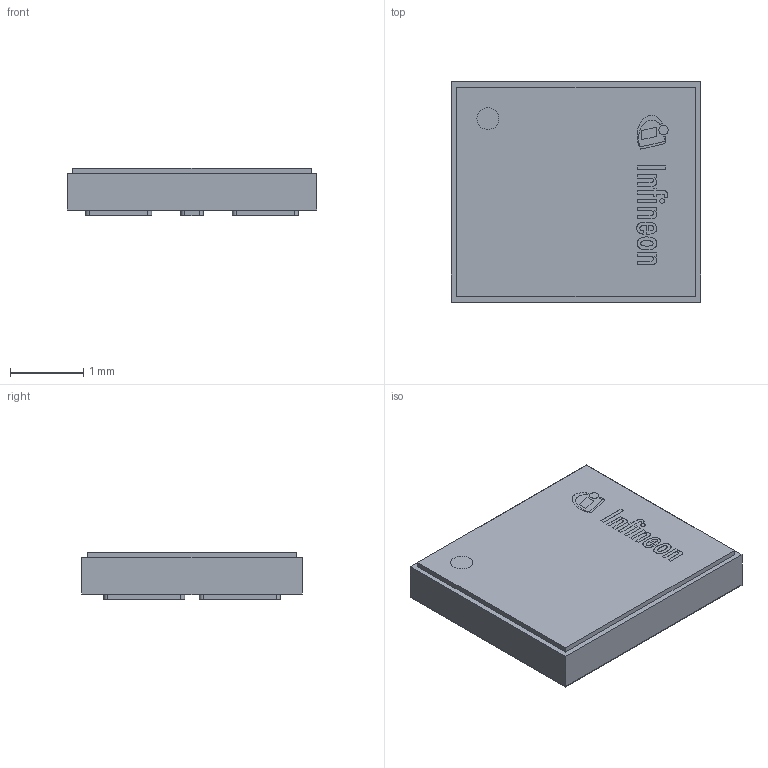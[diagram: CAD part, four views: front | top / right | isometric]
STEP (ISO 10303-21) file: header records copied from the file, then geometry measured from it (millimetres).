
FILE_DESCRIPTION(/* description */ (''),/* implementation_level */ '2;1');
FILE_NAME(/* name */ 'PG-ULGA-6-1_Z8B00183475_V05_3D.stp',/* time_stamp */ '2021-05-31T16:29:41+06:00',/* author */ ('janartha'),/* organization */ (''),/* preprocessor_version */ 'ST-DEVELOPER v16.13',/* originating_system */ 'AutoCAD Mechanical',/* authorisation */ '');
FILE_SCHEMA (('AUTOMOTIVE_DESIGN { 1 0 10303 214 3 1 1 }'));
Length unit declared in the file: millimetre
Products named in the file (1): Product
Bounding box: 3.4 x 3 x 0.65 mm (x, y, z)
Volume: 6.1 mm3; surface area: 77.2 mm2
Topology: 22 solids, 22 shells, 285 faces, 720 edges, 480 vertices
Faces by surface type: cylinder 146, plane 139
Full cylindrical faces by diameter (mm): 0.062 x1, 0.129 x1, 0.3 x2
Entity records: 8689 total; most frequent: DIRECTION 1580, CARTESIAN_POINT 1482, ORIENTED_EDGE 1432, EDGE_CURVE 716, AXIS2_PLACEMENT_3D 578, VERTEX_POINT 480, LINE 424, VECTOR 424
